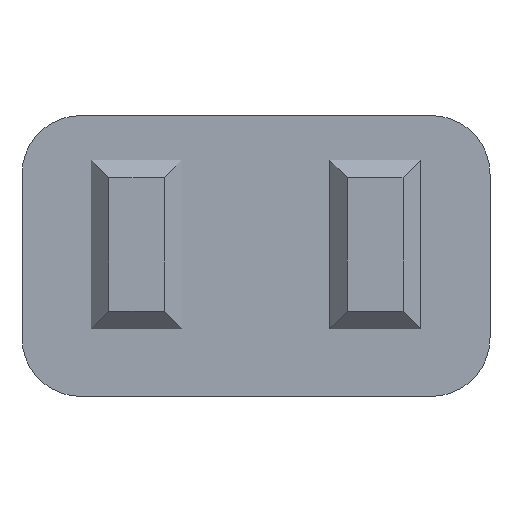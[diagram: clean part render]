
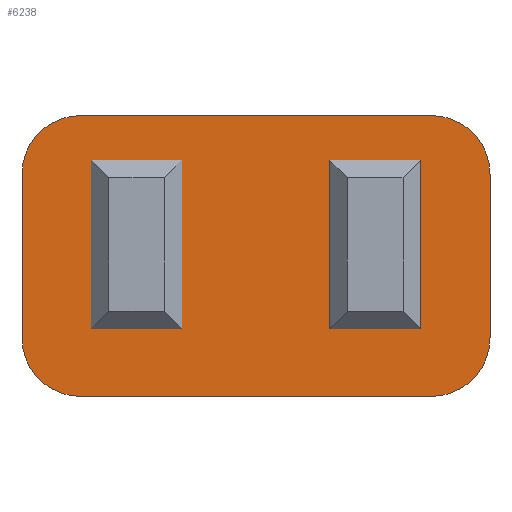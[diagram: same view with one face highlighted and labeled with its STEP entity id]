
A CAD part, front view. The second image highlights one B-rep face of the part: STEP entity #6238.
In plain terms, the highlighted planar face has unit normal (0, -1, 0).
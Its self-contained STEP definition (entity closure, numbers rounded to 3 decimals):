
#43=CIRCLE('',#6414,5.);
#44=CIRCLE('',#6417,5.);
#45=CIRCLE('',#6431,5.);
#46=CIRCLE('',#6434,5.);
#591=FACE_BOUND('',#1292,.T.);
#592=FACE_BOUND('',#1293,.T.);
#929=FACE_OUTER_BOUND('',#1291,.T.);
#1291=EDGE_LOOP('',(#5734,#5735,#5736,#5737,#5738,#5739,#5740,#5741));
#1292=EDGE_LOOP('',(#5742,#5743,#5744,#5745));
#1293=EDGE_LOOP('',(#5746,#5747,#5748,#5749));
#1811=LINE('',#12085,#2361);
#1814=LINE('',#12093,#2364);
#1824=LINE('',#12117,#2374);
#1826=LINE('',#12121,#2376);
#1829=LINE('',#12126,#2379);
#1830=LINE('',#12128,#2380);
#1832=LINE('',#12133,#2382);
#1834=LINE('',#12137,#2384);
#1837=LINE('',#12142,#2387);
#1838=LINE('',#12144,#2388);
#1841=LINE('',#12152,#2391);
#1843=LINE('',#12158,#2393);
#2361=VECTOR('',#7282,10.);
#2364=VECTOR('',#7291,10.);
#2374=VECTOR('',#7309,10.);
#2376=VECTOR('',#7313,10.);
#2379=VECTOR('',#7318,10.);
#2380=VECTOR('',#7321,10.);
#2382=VECTOR('',#7325,10.);
#2384=VECTOR('',#7329,10.);
#2387=VECTOR('',#7334,10.);
#2388=VECTOR('',#7337,10.);
#2391=VECTOR('',#7346,10.);
#2393=VECTOR('',#7354,10.);
#2978=VERTEX_POINT('',#12077);
#2979=VERTEX_POINT('',#12079);
#2980=VERTEX_POINT('',#12083);
#2981=VERTEX_POINT('',#12087);
#2982=VERTEX_POINT('',#12091);
#2991=VERTEX_POINT('',#12114);
#2992=VERTEX_POINT('',#12116);
#2993=VERTEX_POINT('',#12120);
#2994=VERTEX_POINT('',#12124);
#2995=VERTEX_POINT('',#12130);
#2996=VERTEX_POINT('',#12132);
#2997=VERTEX_POINT('',#12136);
#2998=VERTEX_POINT('',#12140);
#2999=VERTEX_POINT('',#12146);
#3000=VERTEX_POINT('',#12150);
#3001=VERTEX_POINT('',#12154);
#3879=EDGE_CURVE('',#2978,#2979,#43,.T.);
#3882=EDGE_CURVE('',#2978,#2980,#1811,.F.);
#3884=EDGE_CURVE('',#2981,#2980,#44,.T.);
#3886=EDGE_CURVE('',#2981,#2982,#1814,.T.);
#3896=EDGE_CURVE('',#2992,#2991,#1824,.T.);
#3898=EDGE_CURVE('',#2993,#2992,#1826,.T.);
#3901=EDGE_CURVE('',#2994,#2993,#1829,.T.);
#3902=EDGE_CURVE('',#2991,#2994,#1830,.T.);
#3904=EDGE_CURVE('',#2996,#2995,#1832,.T.);
#3906=EDGE_CURVE('',#2997,#2996,#1834,.T.);
#3909=EDGE_CURVE('',#2998,#2997,#1837,.T.);
#3910=EDGE_CURVE('',#2995,#2998,#1838,.T.);
#3912=EDGE_CURVE('',#2999,#2982,#45,.T.);
#3914=EDGE_CURVE('',#2999,#3000,#1841,.T.);
#3916=EDGE_CURVE('',#3001,#3000,#46,.T.);
#3917=EDGE_CURVE('',#3001,#2979,#1843,.T.);
#5734=ORIENTED_EDGE('',*,*,#3879,.F.);
#5735=ORIENTED_EDGE('',*,*,#3882,.T.);
#5736=ORIENTED_EDGE('',*,*,#3884,.F.);
#5737=ORIENTED_EDGE('',*,*,#3886,.T.);
#5738=ORIENTED_EDGE('',*,*,#3912,.F.);
#5739=ORIENTED_EDGE('',*,*,#3914,.T.);
#5740=ORIENTED_EDGE('',*,*,#3916,.F.);
#5741=ORIENTED_EDGE('',*,*,#3917,.T.);
#5742=ORIENTED_EDGE('',*,*,#3910,.T.);
#5743=ORIENTED_EDGE('',*,*,#3909,.T.);
#5744=ORIENTED_EDGE('',*,*,#3906,.T.);
#5745=ORIENTED_EDGE('',*,*,#3904,.T.);
#5746=ORIENTED_EDGE('',*,*,#3902,.T.);
#5747=ORIENTED_EDGE('',*,*,#3901,.T.);
#5748=ORIENTED_EDGE('',*,*,#3898,.T.);
#5749=ORIENTED_EDGE('',*,*,#3896,.T.);
#5901=PLANE('',#6436);
#6238=ADVANCED_FACE('',(#929,#591,#592),#5901,.F.);
#6414=AXIS2_PLACEMENT_3D('',#12080,#7276,#7277);
#6417=AXIS2_PLACEMENT_3D('',#12089,#7286,#7287);
#6431=AXIS2_PLACEMENT_3D('',#12148,#7341,#7342);
#6434=AXIS2_PLACEMENT_3D('',#12156,#7350,#7351);
#6436=AXIS2_PLACEMENT_3D('',#12159,#7355,#7356);
#7276=DIRECTION('center_axis',(0.,1.,0.));
#7277=DIRECTION('ref_axis',(0.707,0.,0.707));
#7282=DIRECTION('',(1.,0.,0.));
#7286=DIRECTION('center_axis',(0.,1.,0.));
#7287=DIRECTION('ref_axis',(-0.707,0.,0.707));
#7291=DIRECTION('',(0.,0.,-1.));
#7309=DIRECTION('',(0.,0.,-1.));
#7313=DIRECTION('',(1.,0.,0.));
#7318=DIRECTION('',(0.,0.,1.));
#7321=DIRECTION('',(-1.,0.,0.));
#7325=DIRECTION('',(0.,0.,-1.));
#7329=DIRECTION('',(1.,0.,0.));
#7334=DIRECTION('',(0.,0.,1.));
#7337=DIRECTION('',(-1.,0.,0.));
#7341=DIRECTION('center_axis',(0.,1.,0.));
#7342=DIRECTION('ref_axis',(-0.707,0.,-0.707));
#7346=DIRECTION('',(1.,0.,0.));
#7350=DIRECTION('center_axis',(0.,1.,0.));
#7351=DIRECTION('ref_axis',(0.707,0.,-0.707));
#7354=DIRECTION('',(0.,0.,1.));
#7355=DIRECTION('center_axis',(0.,1.,0.));
#7356=DIRECTION('ref_axis',(0.,0.,1.));
#12077=CARTESIAN_POINT('',(-165.,-100.68,-187.725));
#12079=CARTESIAN_POINT('',(-160.,-100.68,-192.725));
#12080=CARTESIAN_POINT('Origin',(-165.,-100.68,-192.725));
#12083=CARTESIAN_POINT('',(-195.,-100.68,-187.725));
#12085=CARTESIAN_POINT('',(-180.,-100.68,-187.725));
#12087=CARTESIAN_POINT('',(-200.,-100.68,-192.725));
#12089=CARTESIAN_POINT('Origin',(-195.,-100.68,-192.725));
#12091=CARTESIAN_POINT('',(-200.,-100.68,-206.725));
#12093=CARTESIAN_POINT('',(-200.,-100.68,-186.725));
#12114=CARTESIAN_POINT('',(-186.335,-100.68,-205.946));
#12116=CARTESIAN_POINT('',(-186.335,-100.68,-191.525));
#12117=CARTESIAN_POINT('',(-186.335,-100.68,-193.875));
#12120=CARTESIAN_POINT('',(-194.085,-100.68,-191.525));
#12121=CARTESIAN_POINT('',(-190.605,-100.68,-191.525));
#12124=CARTESIAN_POINT('',(-194.085,-100.68,-205.946));
#12126=CARTESIAN_POINT('',(-194.085,-100.68,-188.444));
#12128=CARTESIAN_POINT('',(-187.855,-100.68,-205.946));
#12130=CARTESIAN_POINT('',(-165.935,-100.68,-205.946));
#12132=CARTESIAN_POINT('',(-165.935,-100.68,-191.525));
#12133=CARTESIAN_POINT('',(-165.935,-100.68,-193.875));
#12136=CARTESIAN_POINT('',(-173.685,-100.68,-191.525));
#12137=CARTESIAN_POINT('',(-180.405,-100.68,-191.525));
#12140=CARTESIAN_POINT('',(-173.685,-100.68,-205.946));
#12142=CARTESIAN_POINT('',(-173.685,-100.68,-188.444));
#12144=CARTESIAN_POINT('',(-177.655,-100.68,-205.946));
#12146=CARTESIAN_POINT('',(-195.,-100.68,-211.725));
#12148=CARTESIAN_POINT('Origin',(-195.,-100.68,-206.725));
#12150=CARTESIAN_POINT('',(-165.,-100.68,-211.725));
#12152=CARTESIAN_POINT('',(-180.,-100.68,-211.725));
#12154=CARTESIAN_POINT('',(-160.,-100.68,-206.725));
#12156=CARTESIAN_POINT('Origin',(-165.,-100.68,-206.725));
#12158=CARTESIAN_POINT('',(-160.,-100.68,-186.725));
#12159=CARTESIAN_POINT('Origin',(-180.,-100.68,-186.725));
